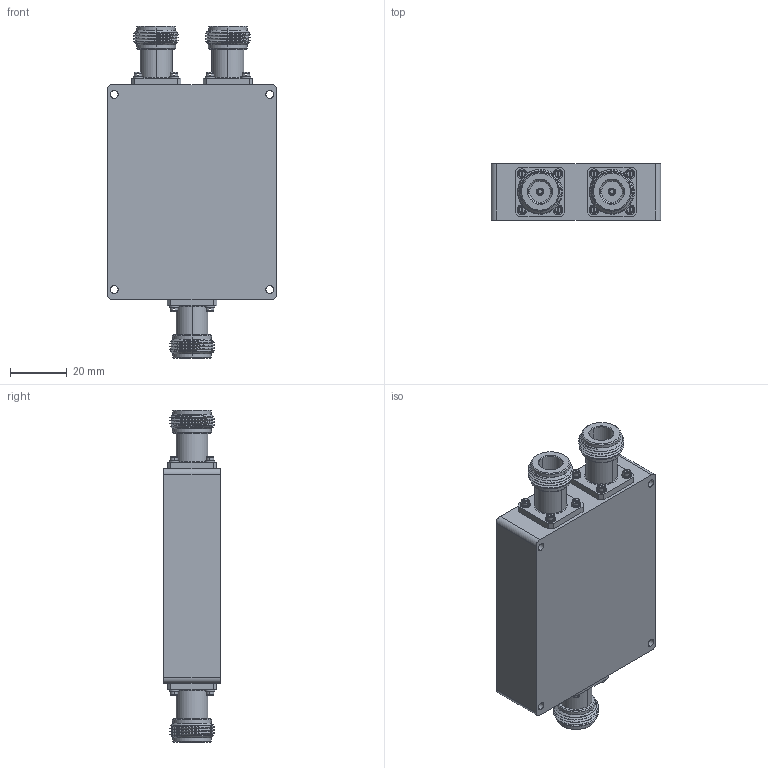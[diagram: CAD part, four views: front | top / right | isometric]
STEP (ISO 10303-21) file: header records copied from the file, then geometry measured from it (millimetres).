
FILE_DESCRIPTION (( 'STEP AP214' ), '1' );
FILE_NAME ('FMDV1200_3D.step', '2023-04-06T16:35:06', ( '' ), ( '' ), 'SwSTEP 2.0', 'SolidWorks 2022', '' );
FILE_SCHEMA (( 'AUTOMOTIVE_DESIGN' ));
Length unit declared in the file: millimetre
Products named in the file (4): Copy of POWER DIVIDER ENCLOSURE^FMDV1200; Copy of PE4444^FMDV1200; FMDV1200_3D; Copy of SCR,M2x4,RndHdSlot^FMDV1200
Assembly tree (16 placements, depth 2):
  FMDV1200_3D
    Copy of POWER DIVIDER ENCLOSURE^FMDV1200
    Copy of PE4444^FMDV1200  x3
    Copy of SCR,M2x4,RndHdSlot^FMDV1200  x12
Bounding box: 60 x 20 x 117.4 mm (x, y, z)
Volume: 98748.5 mm3; surface area: 23583.9 mm2
Topology: 16 solids, 19 shells, 522 faces, 1242 edges, 806 vertices
Faces by surface type: plane 210, cylinder 195, cone 66, torus 42, bspline 9
Entity records: 5852 total; most frequent: CARTESIAN_POINT 2070, DIRECTION 742, ORIENTED_EDGE 664, EDGE_CURVE 332, AXIS2_PLACEMENT_3D 297, VERTEX_POINT 215, EDGE_LOOP 163, LINE 148
